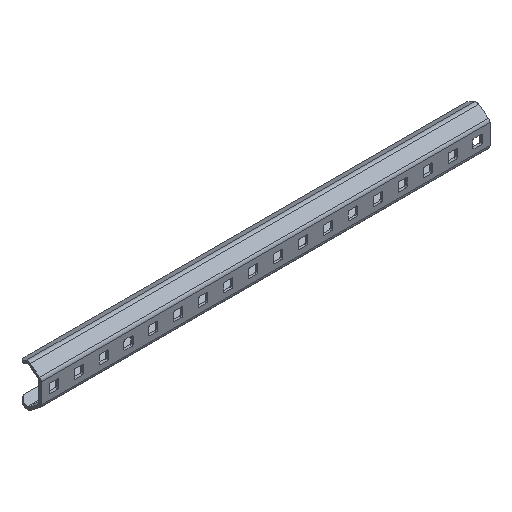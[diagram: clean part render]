
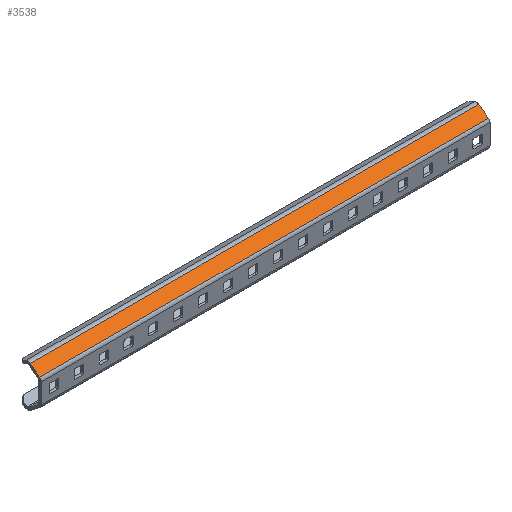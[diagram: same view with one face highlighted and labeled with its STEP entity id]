
A CAD part, isometric view. The second image highlights one B-rep face of the part: STEP entity #3538.
In plain terms, the highlighted planar face has unit normal (0, -0.602, 0.799).
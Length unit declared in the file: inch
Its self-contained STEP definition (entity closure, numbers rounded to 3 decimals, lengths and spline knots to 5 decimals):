
#138=FACE_OUTER_BOUND('',#314,.T.);
#314=EDGE_LOOP('',(#2263,#2264,#2265,#2266));
#708=LINE('',#5170,#1054);
#718=LINE('',#5197,#1064);
#719=LINE('',#5200,#1065);
#720=LINE('',#5201,#1066);
#1054=VECTOR('',#4106,0.3937);
#1064=VECTOR('',#4130,12.);
#1065=VECTOR('',#4133,0.24066);
#1066=VECTOR('',#4134,12.);
#1405=VERTEX_POINT('',#5167);
#1406=VERTEX_POINT('',#5169);
#1416=VERTEX_POINT('',#5195);
#1417=VERTEX_POINT('',#5199);
#1737=EDGE_CURVE('',#1405,#1406,#708,.T.);
#1751=EDGE_CURVE('',#1416,#1405,#718,.T.);
#1752=EDGE_CURVE('',#1417,#1416,#719,.T.);
#1753=EDGE_CURVE('',#1417,#1406,#720,.T.);
#2263=ORIENTED_EDGE('',*,*,#1737,.F.);
#2264=ORIENTED_EDGE('',*,*,#1751,.F.);
#2265=ORIENTED_EDGE('',*,*,#1752,.F.);
#2266=ORIENTED_EDGE('',*,*,#1753,.T.);
#3245=PLANE('',#3743);
#3538=ADVANCED_FACE('',(#138),#3245,.T.);
#3743=AXIS2_PLACEMENT_3D('',#5198,#4131,#4132);
#4106=DIRECTION('',(0.,-0.799,-0.602));
#4130=DIRECTION('',(1.,0.,0.));
#4131=DIRECTION('center_axis',(0.,-0.602,0.799));
#4132=DIRECTION('ref_axis',(1.,0.,0.));
#4133=DIRECTION('',(0.,0.799,0.602));
#4134=DIRECTION('',(1.,0.,0.));
#5167=CARTESIAN_POINT('',(6.00702,0.22326,-0.41527));
#5169=CARTESIAN_POINT('',(6.00702,0.03106,-0.5601));
#5170=CARTESIAN_POINT('',(6.00702,0.01992,-0.5685));
#5195=CARTESIAN_POINT('',(-2.99298,0.22326,-0.41527));
#5197=CARTESIAN_POINT('',(-2.99298,0.22326,-0.41527));
#5198=CARTESIAN_POINT('Origin',(-2.99298,0.01832,-0.5697));
#5199=CARTESIAN_POINT('',(-2.99298,0.03106,-0.5601));
#5200=CARTESIAN_POINT('',(-2.99298,0.03106,-0.5601));
#5201=CARTESIAN_POINT('',(-2.99298,0.03106,-0.5601));
